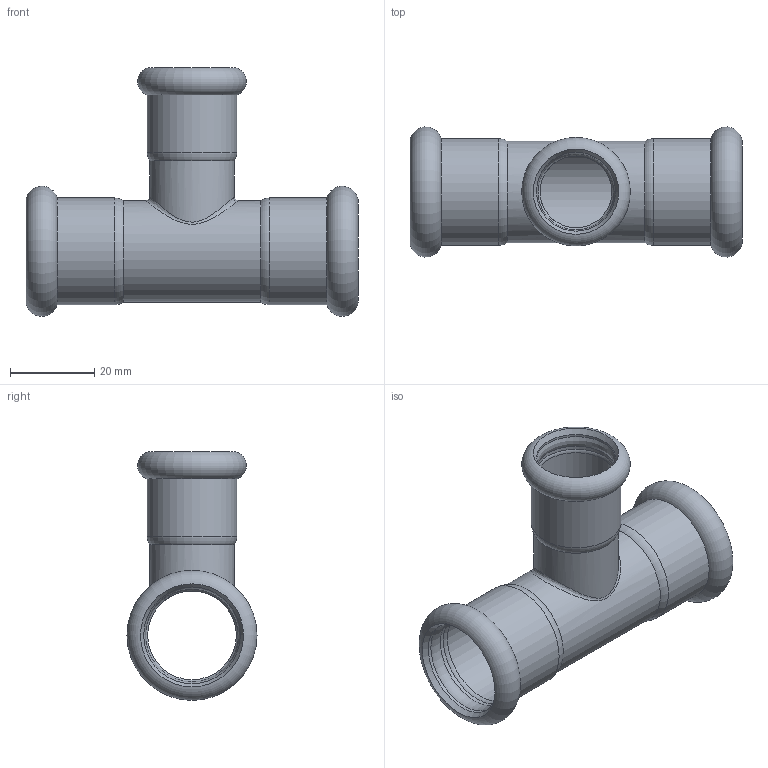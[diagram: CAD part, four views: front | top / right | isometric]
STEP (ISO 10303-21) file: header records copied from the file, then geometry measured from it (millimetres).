
FILE_DESCRIPTION(/* description */ ('TEE RIDOTTO 22-18-22'),/* implementation_level */ '2;1');
FILE_NAME(/* name */ '192022018_Inoxpres.stp',/* time_stamp */ '2022-10-12T11:42:32+02:00',/* author */ ('Vault'),/* organization */ ('Raccorderie metalliche s.p.a. '),/* preprocessor_version */ 'ST-DEVELOPER v18.1',/* originating_system */ 'Autodesk Inventor 2020',/* authorisation */ 'Raccorderie metalliche s.p.a. ');
FILE_SCHEMA (('AUTOMOTIVE_DESIGN { 1 0 10303 214 3 1 1 }'));
Length unit declared in the file: millimetre
Products named in the file (1): 192022018_Inoxpres
Bounding box: 78.6 x 30.79 x 58.9 mm (x, y, z)
Volume: 14333.1 mm3; surface area: 16094.7 mm2
Topology: 1 solids, 1 shells, 36 faces, 130 edges, 94 vertices
Faces by surface type: cylinder 16, torus 15, cone 3, bspline 2
Full cylindrical faces by diameter (mm): 17 x1, 18.3 x1, 18.7 x2, 20 x1, 21 x1, 21.3 x1, 22.3 x2, 22.9 x4, 24 x1, 25.3 x2
Entity records: 1887 total; most frequent: CARTESIAN_POINT 608, DIRECTION 301, ORIENTED_EDGE 264, AXIS2_PLACEMENT_3D 140, EDGE_CURVE 132, CIRCLE 105, VERTEX_POINT 96, EDGE_LOOP 38
